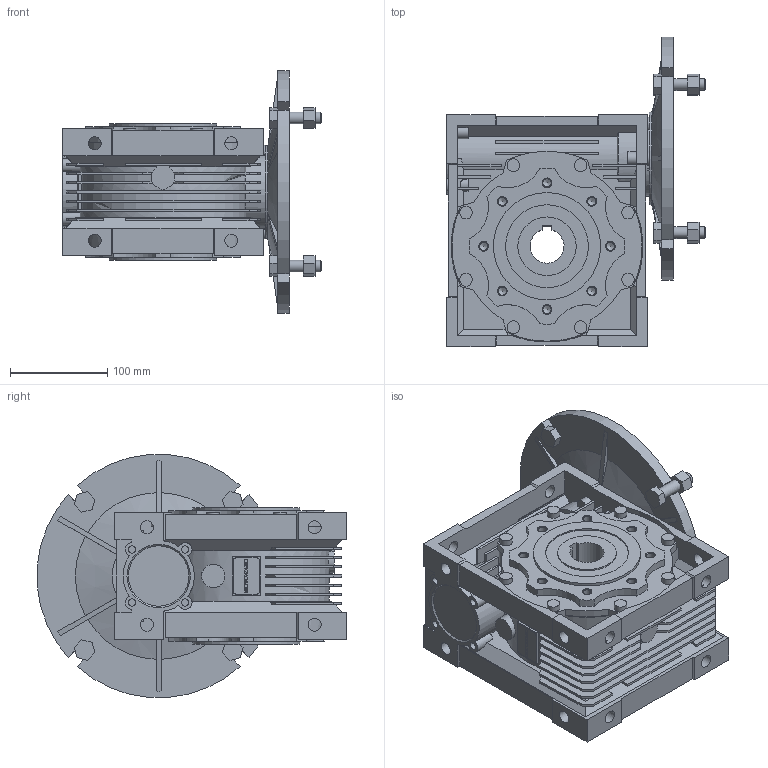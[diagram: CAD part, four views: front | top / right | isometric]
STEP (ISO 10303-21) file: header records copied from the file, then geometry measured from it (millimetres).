
FILE_DESCRIPTION( ( 'STEP AP214' ), '1' );
FILE_NAME( 'NMRV090101443511100300NO---(--------).stp', '2021-05-27T11:14:50', ( 'License CC BY-ND 4.0' ), ( 'CADENAS' ), ' ', 'PARTsolutions', ' ' );
FILE_SCHEMA( ( 'AUTOMOTIVE_DESIGN { 1 0 10303 214 1 1 1 1 }' ) );
Length unit declared in the file: millimetre
Products named in the file (5): NMRV090101443511100300NO---(--------); _Gear unit 90; _090-35 (140)alc-n; _VB 090-28 (28); _90-100-112 B5
Assembly tree (4 placements, depth 2):
  NMRV090101443511100300NO---(--------)
    _Gear unit 90
    _090-35 (140)alc-n
    _VB 090-28 (28)
    _90-100-112 B5
Bounding box: 265.5 x 317.59 x 249.17 mm (x, y, z)
Volume: 4795985.2 mm3; surface area: 726520 mm2
Topology: 4 solids, 6 shells, 1009 faces, 2699 edges, 1766 vertices
Faces by surface type: plane 714, cylinder 234, cone 59, bspline 2
Full cylindrical faces by diameter (mm): 3.634 x3, 7.45 x4, 8.376 x16, 12 x8, 13 x14, 13.4 x14, 24 x2, 39 x1, 40 x1, 50 x1, 60 x4, 68 x2, 85 x1, 95 x1, 110 x2, 170 x1, 177.871 x1, 180 x1
Entity records: 39350 total; most frequent: CARTESIAN_POINT 6174, DIRECTION 5127, ORIENTED_EDGE 5078, EDGE_CURVE 2539, LINE 1779, VECTOR 1779, VERTEX_POINT 1744, AXIS2_PLACEMENT_3D 1674
